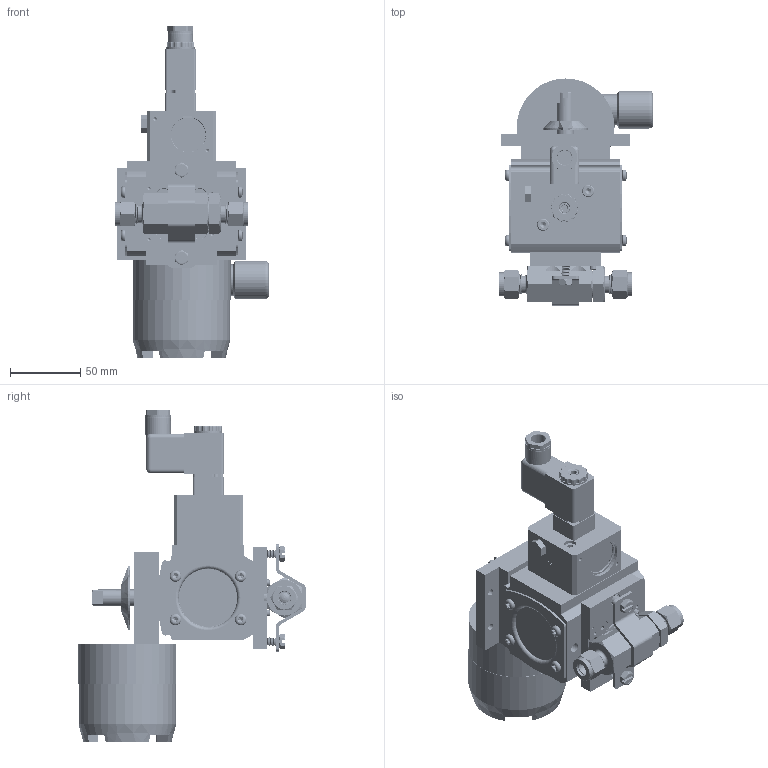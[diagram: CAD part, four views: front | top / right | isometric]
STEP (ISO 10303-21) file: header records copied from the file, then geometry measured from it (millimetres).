
FILE_DESCRIPTION (( 'STEP AP203' ), '1' );
FILE_NAME ('8204XXC6A512D4GPDSLS.step', '2018-08-30T13:00:55', ( '' ), ( '' ), 'SwSTEP 2.0', 'SolidWorks 2018', '' );
FILE_SCHEMA (( 'CONFIG_CONTROL_DESIGN' ));
Products named in the file (1): 8204XXC6A512D4GPDSLS
Bounding box: 109.22 x 161.26 x 235.74 mm (x, y, z)
Volume: 620559.5 mm3; surface area: 235380.4 mm2
Topology: 62 solids, 62 shells, 4697 faces, 12142 edges, 7532 vertices
Faces by surface type: cylinder 1996, cone 1396, plane 884, bspline 227, torus 184, sphere 10
Entity records: 225033 total; most frequent: CARTESIAN_POINT 114936, ORIENTED_EDGE 23884, DIRECTION 22958, EDGE_CURVE 11942, AXIS2_PLACEMENT_3D 9155, VERTEX_POINT 7528, EDGE_LOOP 5024, ADVANCED_FACE 4697
